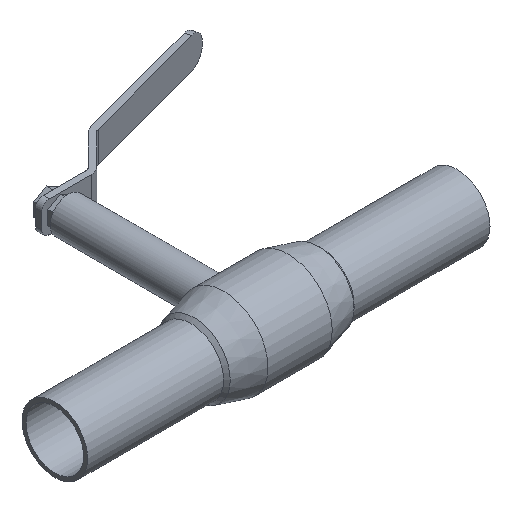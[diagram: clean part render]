
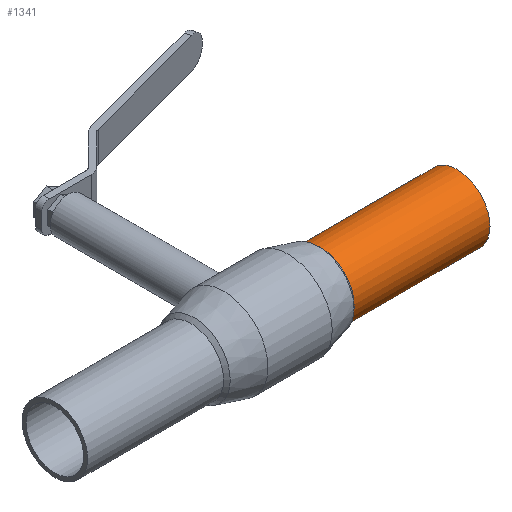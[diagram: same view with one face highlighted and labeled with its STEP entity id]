
A CAD part, isometric view. The second image highlights one B-rep face of the part: STEP entity #1341.
In plain terms, the highlighted cylindrical face has radius 21.2 mm (diameter 42.4 mm), a full revolution.
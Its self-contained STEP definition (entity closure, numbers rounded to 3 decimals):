
#1307=CARTESIAN_POINT('',(172.144,21.2,0.0));
#1308=VERTEX_POINT('',#1307);
#1309=CARTESIAN_POINT('',(172.144,0.0,0.0));
#1310=DIRECTION('',(1.0,0.0,0.0));
#1311=DIRECTION('',(0.0,1.0,0.0));
#1312=AXIS2_PLACEMENT_3D('',#1309,#1310,#1311);
#1313=CIRCLE('',#1312,21.2);
#1314=EDGE_CURVE('',#1308,#1308,#1313,.T.);
#1322=CARTESIAN_POINT('',(216.072,0.0,0.0));
#1323=DIRECTION('',(1.0,0.0,0.0));
#1324=DIRECTION('',(0.0,1.0,0.0));
#1325=AXIS2_PLACEMENT_3D('',#1322,#1323,#1324);
#1326=CYLINDRICAL_SURFACE('',#1325,21.2);
#1327=CARTESIAN_POINT('',(260.0,21.2,0.0));
#1328=VERTEX_POINT('',#1327);
#1329=CARTESIAN_POINT('',(260.0,0.0,0.0));
#1330=DIRECTION('',(1.0,0.0,0.0));
#1331=DIRECTION('',(0.0,1.0,0.0));
#1332=AXIS2_PLACEMENT_3D('',#1329,#1330,#1331);
#1333=CIRCLE('',#1332,21.2);
#1334=EDGE_CURVE('',#1328,#1328,#1333,.T.);
#1335=ORIENTED_EDGE('',*,*,#1334,.F.);
#1336=EDGE_LOOP('',(#1335));
#1337=FACE_OUTER_BOUND('',#1336,.T.);
#1338=ORIENTED_EDGE('',*,*,#1314,.T.);
#1339=EDGE_LOOP('',(#1338));
#1340=FACE_BOUND('',#1339,.T.);
#1341=ADVANCED_FACE('',(#1337,#1340),#1326,.T.);
